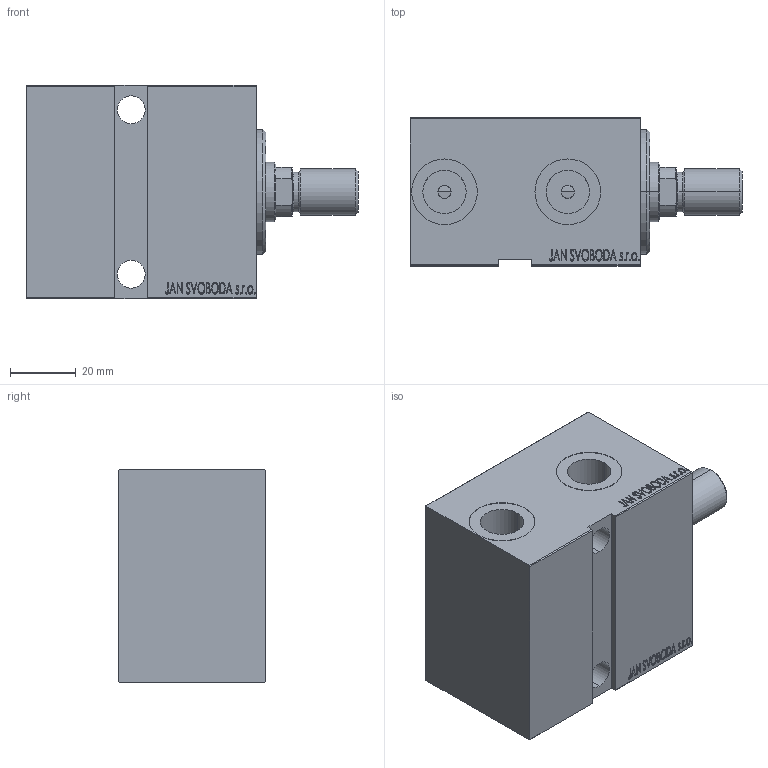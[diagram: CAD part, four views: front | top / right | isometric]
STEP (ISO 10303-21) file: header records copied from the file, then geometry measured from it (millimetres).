
FILE_DESCRIPTION (( 'STEP AP203' ), '1' );
FILE_NAME ('92e4.STEP', '2024-02-22T09:07:47', ( '' ), ( '' ), 'SwSTEP 2.0', 'SolidWorks 2019', '' );
FILE_SCHEMA (( 'CONFIG_CONTROL_DESIGN' ));
Length unit declared in the file: millimetre
Products named in the file (5): V450CM_VC_B b5eade6e05a2c32aceffa86d748b3504; 92e4; V450CM_E_Body b5eade6e05a2c32aceffa86d748b3504; V450CM_MALE_METRIC b5eade6e05a2c32aceffa86d748b3504; V450CM_E_VCP b5eade6e05a2c32aceffa86d748b3504
Assembly tree (4 placements, depth 2):
  92e4
    V450CM_E_Body b5eade6e05a2c32aceffa86d748b3504
    V450CM_E_VCP b5eade6e05a2c32aceffa86d748b3504
    V450CM_VC_B b5eade6e05a2c32aceffa86d748b3504
    V450CM_MALE_METRIC b5eade6e05a2c32aceffa86d748b3504
Bounding box: 101 x 45 x 65 mm (x, y, z)
Volume: 197175.4 mm3; surface area: 42543.2 mm2
Topology: 4 solids, 4 shells, 859 faces, 2204 edges, 1459 vertices
Faces by surface type: plane 411, bspline 380, cylinder 48, cone 18, torus 2
Entity records: 43387 total; most frequent: CARTESIAN_POINT 24499, ORIENTED_EDGE 4404, DIRECTION 2518, EDGE_CURVE 2202, VERTEX_POINT 1459, LINE 1314, VECTOR 1314, EDGE_LOOP 977
